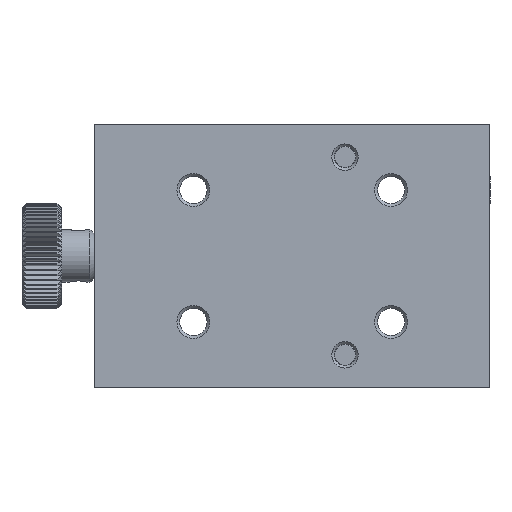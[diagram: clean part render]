
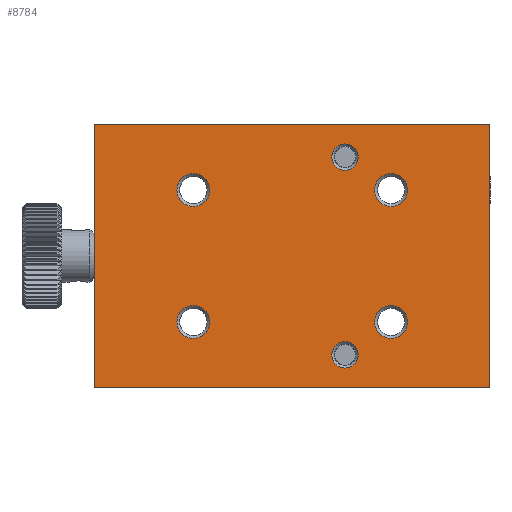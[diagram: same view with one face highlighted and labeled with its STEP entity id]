
A CAD part, front view. The second image highlights one B-rep face of the part: STEP entity #8784.
In plain terms, the highlighted planar face has unit normal (0, -1, 0).
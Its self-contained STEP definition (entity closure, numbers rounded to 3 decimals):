
#33 = VERTEX_POINT ( 'NONE', #3249 ) ;
#240 = CARTESIAN_POINT ( 'NONE',  ( 15., 0., -10. ) ) ;
#315 = LINE ( 'NONE', #7638, #2080 ) ;
#320 = FACE_BOUND ( 'NONE', #1352, .T. ) ;
#511 = CIRCLE ( 'NONE', #7062, 2.5 ) ;
#648 = VERTEX_POINT ( 'NONE', #7859 ) ;
#887 = VERTEX_POINT ( 'NONE', #7045 ) ;
#1002 = CARTESIAN_POINT ( 'NONE',  ( 8., 0., 15. ) ) ;
#1042 = DIRECTION ( 'NONE',  ( 0., -1., 0. ) ) ;
#1078 = FACE_BOUND ( 'NONE', #6592, .T. ) ;
#1352 = EDGE_LOOP ( 'NONE', ( #3847 ) ) ;
#1356 = ORIENTED_EDGE ( 'NONE', *, *, #1423, .F. ) ;
#1418 = EDGE_LOOP ( 'NONE', ( #2068 ) ) ;
#1423 = EDGE_CURVE ( 'NONE', #2832, #33, #8183, .T. ) ;
#1626 = DIRECTION ( 'NONE',  ( 0., -1., 0. ) ) ;
#1682 = ORIENTED_EDGE ( 'NONE', *, *, #9888, .F. ) ;
#1868 = AXIS2_PLACEMENT_3D ( 'NONE', #5680, #1042, #5503 ) ;
#1875 = DIRECTION ( 'NONE',  ( 0., 0., -1. ) ) ;
#2010 = FACE_OUTER_BOUND ( 'NONE', #6495, .T. ) ;
#2068 = ORIENTED_EDGE ( 'NONE', *, *, #6841, .F. ) ;
#2080 = VECTOR ( 'NONE', #10397, 1000. ) ;
#2343 = VECTOR ( 'NONE', #5872, 1000. ) ;
#2441 = EDGE_CURVE ( 'NONE', #887, #887, #3481, .T. ) ;
#2442 = VERTEX_POINT ( 'NONE', #7445 ) ;
#2518 = EDGE_CURVE ( 'NONE', #5298, #5298, #511, .T. ) ;
#2697 = DIRECTION ( 'NONE',  ( 0., 0., -1. ) ) ;
#2832 = VERTEX_POINT ( 'NONE', #5661 ) ;
#2837 = CARTESIAN_POINT ( 'NONE',  ( -30., 0., -20. ) ) ;
#3249 = CARTESIAN_POINT ( 'NONE',  ( -30., 0., -20. ) ) ;
#3481 = CIRCLE ( 'NONE', #4994, 2.5 ) ;
#3683 = CARTESIAN_POINT ( 'NONE',  ( -15., 0., 7.5 ) ) ;
#3699 = FACE_BOUND ( 'NONE', #7305, .T. ) ;
#3793 = DIRECTION ( 'NONE',  ( 0., -1., 0. ) ) ;
#3847 = ORIENTED_EDGE ( 'NONE', *, *, #10540, .F. ) ;
#3853 = DIRECTION ( 'NONE',  ( 0., 0., -1. ) ) ;
#3985 = VERTEX_POINT ( 'NONE', #7567 ) ;
#4577 = EDGE_CURVE ( 'NONE', #8929, #8929, #8222, .T. ) ;
#4635 = EDGE_CURVE ( 'NONE', #33, #2442, #4978, .T. ) ;
#4698 = DIRECTION ( 'NONE',  ( 0., 0., 1. ) ) ;
#4715 = FACE_BOUND ( 'NONE', #5908, .T. ) ;
#4871 = VERTEX_POINT ( 'NONE', #5695 ) ;
#4978 = LINE ( 'NONE', #10041, #10106 ) ;
#4994 = AXIS2_PLACEMENT_3D ( 'NONE', #10155, #7324, #3853 ) ;
#5000 = LINE ( 'NONE', #6698, #2343 ) ;
#5012 = ORIENTED_EDGE ( 'NONE', *, *, #6579, .F. ) ;
#5143 = ORIENTED_EDGE ( 'NONE', *, *, #2441, .F. ) ;
#5298 = VERTEX_POINT ( 'NONE', #8102 ) ;
#5503 = DIRECTION ( 'NONE',  ( 0., 0., -1. ) ) ;
#5661 = CARTESIAN_POINT ( 'NONE',  ( 30., 0., -20. ) ) ;
#5664 = AXIS2_PLACEMENT_3D ( 'NONE', #10176, #6350, #6468 ) ;
#5680 = CARTESIAN_POINT ( 'NONE',  ( 8., 0., -15. ) ) ;
#5695 = CARTESIAN_POINT ( 'NONE',  ( 8., 0., -17. ) ) ;
#5782 = ORIENTED_EDGE ( 'NONE', *, *, #4635, .F. ) ;
#5872 = DIRECTION ( 'NONE',  ( 0., 0., -1. ) ) ;
#5908 = EDGE_LOOP ( 'NONE', ( #9744 ) ) ;
#6350 = DIRECTION ( 'NONE',  ( 0., 1., 0. ) ) ;
#6468 = DIRECTION ( 'NONE',  ( 0., 0., 1. ) ) ;
#6495 = EDGE_LOOP ( 'NONE', ( #9241, #5012, #5782, #1356 ) ) ;
#6527 = FACE_BOUND ( 'NONE', #10095, .T. ) ;
#6579 = EDGE_CURVE ( 'NONE', #2442, #10909, #315, .T. ) ;
#6590 = PLANE ( 'NONE',  #5664 ) ;
#6592 = EDGE_LOOP ( 'NONE', ( #1682 ) ) ;
#6698 = CARTESIAN_POINT ( 'NONE',  ( 30., 0., 20. ) ) ;
#6841 = EDGE_CURVE ( 'NONE', #4871, #4871, #6930, .T. ) ;
#6930 = CIRCLE ( 'NONE', #1868, 2. ) ;
#7045 = CARTESIAN_POINT ( 'NONE',  ( -15., 0., -12.5 ) ) ;
#7062 = AXIS2_PLACEMENT_3D ( 'NONE', #240, #3793, #7501 ) ;
#7207 = CIRCLE ( 'NONE', #7578, 2.5 ) ;
#7252 = VECTOR ( 'NONE', #8956, 1000. ) ;
#7305 = EDGE_LOOP ( 'NONE', ( #10956 ) ) ;
#7324 = DIRECTION ( 'NONE',  ( 0., -1., 0. ) ) ;
#7445 = CARTESIAN_POINT ( 'NONE',  ( -30., 0., 20. ) ) ;
#7501 = DIRECTION ( 'NONE',  ( 0., 0., -1. ) ) ;
#7567 = CARTESIAN_POINT ( 'NONE',  ( 15., 0., 7.5 ) ) ;
#7578 = AXIS2_PLACEMENT_3D ( 'NONE', #9021, #1626, #8905 ) ;
#7588 = CIRCLE ( 'NONE', #10787, 2. ) ;
#7638 = CARTESIAN_POINT ( 'NONE',  ( -30., 0., 20. ) ) ;
#7859 = CARTESIAN_POINT ( 'NONE',  ( 8., 0., 13. ) ) ;
#8102 = CARTESIAN_POINT ( 'NONE',  ( 15., 0., -12.5 ) ) ;
#8183 = LINE ( 'NONE', #2837, #7252 ) ;
#8222 = CIRCLE ( 'NONE', #8600, 2.5 ) ;
#8293 = FACE_BOUND ( 'NONE', #1418, .T. ) ;
#8600 = AXIS2_PLACEMENT_3D ( 'NONE', #8762, #8988, #2697 ) ;
#8762 = CARTESIAN_POINT ( 'NONE',  ( -15., 0., 10. ) ) ;
#8784 = ADVANCED_FACE ( 'NONE', ( #2010, #1078, #4715, #3699, #6527, #320, #8293 ), #6590, .F. ) ;
#8905 = DIRECTION ( 'NONE',  ( 0., 0., -1. ) ) ;
#8929 = VERTEX_POINT ( 'NONE', #3683 ) ;
#8956 = DIRECTION ( 'NONE',  ( -1., 0., 0. ) ) ;
#8988 = DIRECTION ( 'NONE',  ( 0., -1., 0. ) ) ;
#9021 = CARTESIAN_POINT ( 'NONE',  ( 15., 0., 10. ) ) ;
#9241 = ORIENTED_EDGE ( 'NONE', *, *, #10356, .F. ) ;
#9744 = ORIENTED_EDGE ( 'NONE', *, *, #4577, .F. ) ;
#9888 = EDGE_CURVE ( 'NONE', #3985, #3985, #7207, .T. ) ;
#9926 = DIRECTION ( 'NONE',  ( 0., -1., 0. ) ) ;
#10041 = CARTESIAN_POINT ( 'NONE',  ( -30., 0., 20. ) ) ;
#10095 = EDGE_LOOP ( 'NONE', ( #5143 ) ) ;
#10106 = VECTOR ( 'NONE', #4698, 1000. ) ;
#10155 = CARTESIAN_POINT ( 'NONE',  ( -15., 0., -10. ) ) ;
#10176 = CARTESIAN_POINT ( 'NONE',  ( -30., 0., 20. ) ) ;
#10356 = EDGE_CURVE ( 'NONE', #10909, #2832, #5000, .T. ) ;
#10397 = DIRECTION ( 'NONE',  ( 1., 0., 0. ) ) ;
#10540 = EDGE_CURVE ( 'NONE', #648, #648, #7588, .T. ) ;
#10787 = AXIS2_PLACEMENT_3D ( 'NONE', #1002, #9926, #1875 ) ;
#10909 = VERTEX_POINT ( 'NONE', #11448 ) ;
#10956 = ORIENTED_EDGE ( 'NONE', *, *, #2518, .F. ) ;
#11448 = CARTESIAN_POINT ( 'NONE',  ( 30., 0., 20. ) ) ;
